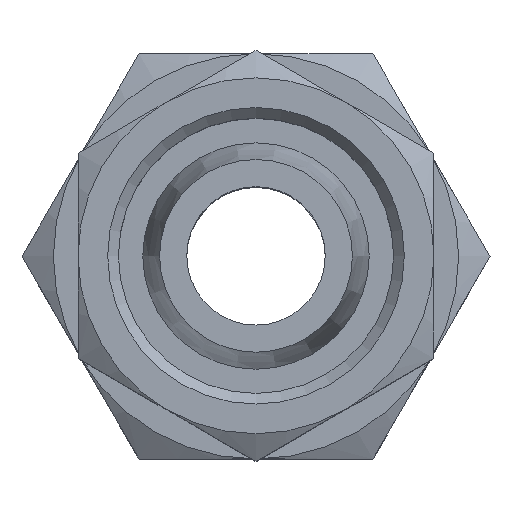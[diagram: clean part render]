
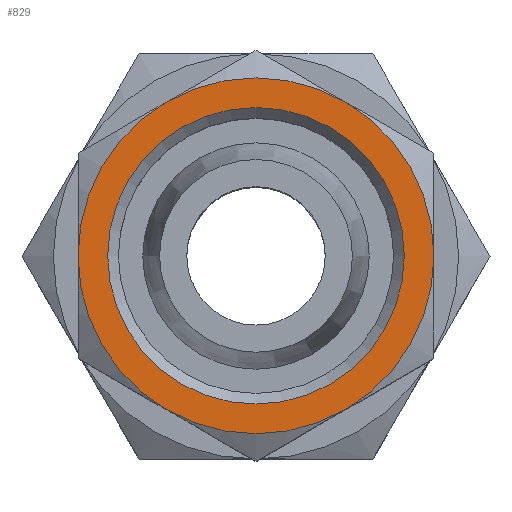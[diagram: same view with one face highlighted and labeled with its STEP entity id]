
A CAD part, top view. The second image highlights one B-rep face of the part: STEP entity #829.
In plain terms, the highlighted planar face has unit normal (0, 0, 1).
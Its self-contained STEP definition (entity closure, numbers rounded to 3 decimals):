
#20=PLANE('',#926);
#82=CIRCLE('',#894,18.);
#83=CIRCLE('',#896,18.);
#84=CIRCLE('',#898,18.);
#85=CIRCLE('',#900,18.);
#86=CIRCLE('',#902,18.);
#99=CIRCLE('',#927,15.);
#100=CIRCLE('',#928,18.);
#195=ORIENTED_EDGE('',*,*,#427,.T.);
#196=ORIENTED_EDGE('',*,*,#428,.F.);
#197=ORIENTED_EDGE('',*,*,#376,.F.);
#198=ORIENTED_EDGE('',*,*,#374,.F.);
#199=ORIENTED_EDGE('',*,*,#385,.F.);
#200=ORIENTED_EDGE('',*,*,#382,.F.);
#201=ORIENTED_EDGE('',*,*,#379,.F.);
#374=EDGE_CURVE('',#486,#485,#82,.T.);
#376=EDGE_CURVE('',#485,#488,#83,.T.);
#379=EDGE_CURVE('',#489,#491,#84,.T.);
#382=EDGE_CURVE('',#491,#493,#85,.T.);
#385=EDGE_CURVE('',#493,#486,#86,.T.);
#427=EDGE_CURVE('',#527,#527,#99,.T.);
#428=EDGE_CURVE('',#488,#489,#100,.T.);
#485=VERTEX_POINT('',#1300);
#486=VERTEX_POINT('',#1306);
#488=VERTEX_POINT('',#1315);
#489=VERTEX_POINT('',#1326);
#491=VERTEX_POINT('',#1329);
#493=VERTEX_POINT('',#1341);
#527=VERTEX_POINT('',#1533);
#626=EDGE_LOOP('',(#195));
#627=EDGE_LOOP('',(#196,#197,#198,#199,#200,#201));
#712=FACE_BOUND('',#626,.T.);
#713=FACE_BOUND('',#627,.T.);
#829=ADVANCED_FACE('',(#712,#713),#20,.T.);
#894=AXIS2_PLACEMENT_3D('',#1307,#1017,#1018);
#896=AXIS2_PLACEMENT_3D('',#1314,#1021,#1022);
#898=AXIS2_PLACEMENT_3D('',#1328,#1025,#1026);
#900=AXIS2_PLACEMENT_3D('',#1340,#1029,#1030);
#902=AXIS2_PLACEMENT_3D('',#1353,#1033,#1034);
#926=AXIS2_PLACEMENT_3D('',#1531,#1083,#1084);
#927=AXIS2_PLACEMENT_3D('',#1532,#1085,#1086);
#928=AXIS2_PLACEMENT_3D('',#1534,#1087,#1088);
#1017=DIRECTION('',(0.,0.,-1.));
#1018=DIRECTION('',(-1.,0.,0.));
#1021=DIRECTION('',(0.,0.,-1.));
#1022=DIRECTION('',(-1.,0.,0.));
#1025=DIRECTION('',(0.,0.,-1.));
#1026=DIRECTION('',(-1.,0.,0.));
#1029=DIRECTION('',(0.,0.,-1.));
#1030=DIRECTION('',(-1.,0.,0.));
#1033=DIRECTION('',(0.,0.,-1.));
#1034=DIRECTION('',(-1.,0.,0.));
#1083=DIRECTION('',(0.,0.,1.));
#1084=DIRECTION('',(1.,0.,0.));
#1085=DIRECTION('',(0.,0.,-1.));
#1086=DIRECTION('',(-1.,0.,0.));
#1087=DIRECTION('',(0.,0.,-1.));
#1088=DIRECTION('',(-1.,0.,0.));
#1300=CARTESIAN_POINT('',(-18.,0.,2.5));
#1306=CARTESIAN_POINT('',(-9.,-15.588,2.5));
#1307=CARTESIAN_POINT('',(0.,0.,2.5));
#1314=CARTESIAN_POINT('',(0.,0.,2.5));
#1315=CARTESIAN_POINT('',(-9.,15.588,2.5));
#1326=CARTESIAN_POINT('',(9.,15.588,2.5));
#1328=CARTESIAN_POINT('',(0.,0.,2.5));
#1329=CARTESIAN_POINT('',(18.,0.,2.5));
#1340=CARTESIAN_POINT('',(0.,0.,2.5));
#1341=CARTESIAN_POINT('',(9.,-15.588,2.5));
#1353=CARTESIAN_POINT('',(0.,0.,2.5));
#1531=CARTESIAN_POINT('',(0.,18.,2.5));
#1532=CARTESIAN_POINT('',(0.,0.,2.5));
#1533=CARTESIAN_POINT('',(-15.,0.,2.5));
#1534=CARTESIAN_POINT('',(0.,0.,2.5));
